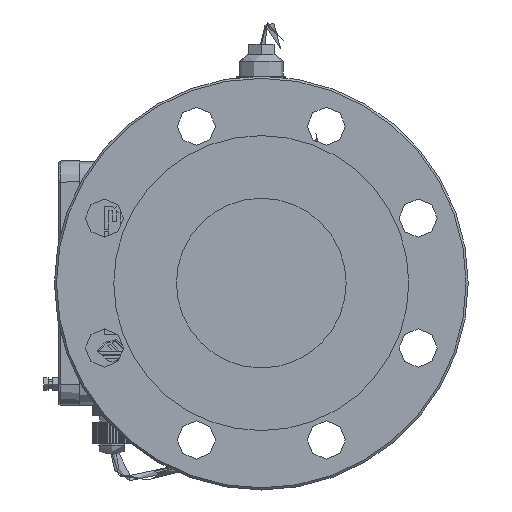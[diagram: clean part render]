
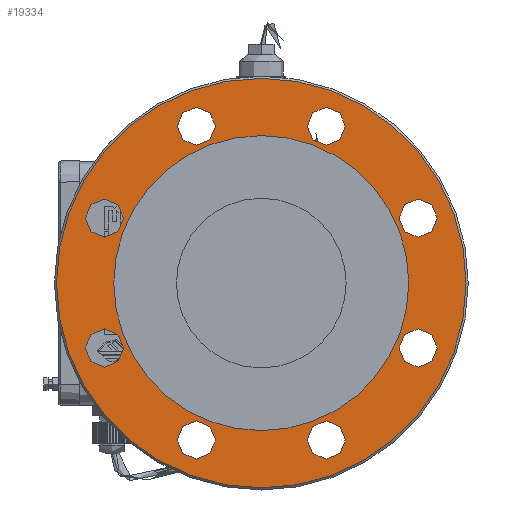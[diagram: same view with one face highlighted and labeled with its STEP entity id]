
A CAD part, left-side view. The second image highlights one B-rep face of the part: STEP entity #19334.
In plain terms, the highlighted planar face has unit normal (-1, 0, 0).
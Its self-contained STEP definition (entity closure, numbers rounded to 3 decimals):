
#500=FACE_BOUND('',#1850,.T.);
#501=FACE_BOUND('',#1851,.T.);
#502=FACE_BOUND('',#1852,.T.);
#503=FACE_BOUND('',#1853,.T.);
#504=FACE_BOUND('',#1854,.T.);
#505=FACE_BOUND('',#1855,.T.);
#506=FACE_BOUND('',#1856,.T.);
#507=FACE_BOUND('',#1857,.T.);
#508=FACE_BOUND('',#1858,.T.);
#754=FACE_OUTER_BOUND('',#1849,.T.);
#1849=EDGE_LOOP('',(#12848));
#1850=EDGE_LOOP('',(#12849));
#1851=EDGE_LOOP('',(#12850));
#1852=EDGE_LOOP('',(#12851));
#1853=EDGE_LOOP('',(#12852));
#1854=EDGE_LOOP('',(#12853));
#1855=EDGE_LOOP('',(#12854));
#1856=EDGE_LOOP('',(#12855));
#1857=EDGE_LOOP('',(#12856));
#1858=EDGE_LOOP('',(#12857));
#7043=CIRCLE('',#20479,9.);
#7044=CIRCLE('',#20481,9.);
#7045=CIRCLE('',#20483,9.);
#7046=CIRCLE('',#20485,9.);
#7047=CIRCLE('',#20487,9.);
#7048=CIRCLE('',#20489,9.);
#7049=CIRCLE('',#20491,9.);
#7050=CIRCLE('',#20493,9.);
#7056=CIRCLE('',#20509,96.5);
#7057=CIRCLE('',#20510,69.5);
#7734=VERTEX_POINT('',#28221);
#7735=VERTEX_POINT('',#28224);
#7736=VERTEX_POINT('',#28227);
#7737=VERTEX_POINT('',#28230);
#7738=VERTEX_POINT('',#28233);
#7739=VERTEX_POINT('',#28236);
#7740=VERTEX_POINT('',#28239);
#7741=VERTEX_POINT('',#28242);
#7751=VERTEX_POINT('',#28280);
#7752=VERTEX_POINT('',#28282);
#9680=EDGE_CURVE('',#7734,#7734,#7043,.F.);
#9681=EDGE_CURVE('',#7735,#7735,#7044,.F.);
#9682=EDGE_CURVE('',#7736,#7736,#7045,.F.);
#9683=EDGE_CURVE('',#7737,#7737,#7046,.F.);
#9684=EDGE_CURVE('',#7738,#7738,#7047,.F.);
#9685=EDGE_CURVE('',#7739,#7739,#7048,.F.);
#9686=EDGE_CURVE('',#7740,#7740,#7049,.F.);
#9687=EDGE_CURVE('',#7741,#7741,#7050,.F.);
#9705=EDGE_CURVE('',#7751,#7751,#7056,.T.);
#9706=EDGE_CURVE('',#7752,#7752,#7057,.T.);
#12848=ORIENTED_EDGE('',*,*,#9705,.F.);
#12849=ORIENTED_EDGE('',*,*,#9680,.T.);
#12850=ORIENTED_EDGE('',*,*,#9681,.T.);
#12851=ORIENTED_EDGE('',*,*,#9682,.T.);
#12852=ORIENTED_EDGE('',*,*,#9683,.T.);
#12853=ORIENTED_EDGE('',*,*,#9706,.T.);
#12854=ORIENTED_EDGE('',*,*,#9684,.T.);
#12855=ORIENTED_EDGE('',*,*,#9685,.T.);
#12856=ORIENTED_EDGE('',*,*,#9686,.T.);
#12857=ORIENTED_EDGE('',*,*,#9687,.T.);
#17461=PLANE('',#20508);
#19334=ADVANCED_FACE('',(#754,#500,#501,#502,#503,#504,#505,#506,#507,#508),
#17461,.T.);
#20479=AXIS2_PLACEMENT_3D('',#28222,#22564,#22565);
#20481=AXIS2_PLACEMENT_3D('',#28225,#22568,#22569);
#20483=AXIS2_PLACEMENT_3D('',#28228,#22572,#22573);
#20485=AXIS2_PLACEMENT_3D('',#28231,#22576,#22577);
#20487=AXIS2_PLACEMENT_3D('',#28234,#22580,#22581);
#20489=AXIS2_PLACEMENT_3D('',#28237,#22584,#22585);
#20491=AXIS2_PLACEMENT_3D('',#28240,#22588,#22589);
#20493=AXIS2_PLACEMENT_3D('',#28243,#22592,#22593);
#20508=AXIS2_PLACEMENT_3D('',#28279,#22634,#22635);
#20509=AXIS2_PLACEMENT_3D('',#28281,#22636,#22637);
#20510=AXIS2_PLACEMENT_3D('',#28283,#22638,#22639);
#22564=DIRECTION('center_axis',(-1.,0.,0.));
#22565=DIRECTION('ref_axis',(0.,0.707,-0.707));
#22568=DIRECTION('center_axis',(-1.,0.,0.));
#22569=DIRECTION('ref_axis',(0.,-0.707,-0.707));
#22572=DIRECTION('center_axis',(-1.,0.,0.));
#22573=DIRECTION('ref_axis',(0.,-0.707,0.707));
#22576=DIRECTION('center_axis',(-1.,0.,0.));
#22577=DIRECTION('ref_axis',(0.,0.,1.));
#22580=DIRECTION('center_axis',(-1.,0.,0.));
#22581=DIRECTION('ref_axis',(0.,0.707,0.707));
#22584=DIRECTION('center_axis',(-1.,0.,0.));
#22585=DIRECTION('ref_axis',(0.,-1.,0.));
#22588=DIRECTION('center_axis',(-1.,0.,0.));
#22589=DIRECTION('ref_axis',(0.,0.,-1.));
#22592=DIRECTION('center_axis',(-1.,0.,0.));
#22593=DIRECTION('ref_axis',(0.,1.,0.));
#22634=DIRECTION('center_axis',(-1.,0.,0.));
#22635=DIRECTION('ref_axis',(0.,1.,0.));
#22636=DIRECTION('center_axis',(1.,0.,0.));
#22637=DIRECTION('ref_axis',(0.,1.,0.));
#22638=DIRECTION('center_axis',(1.,0.,0.));
#22639=DIRECTION('ref_axis',(0.,1.,0.));
#28221=CARTESIAN_POINT('',(-172.,-67.546,-36.979));
#28222=CARTESIAN_POINT('Origin',(-172.,-73.91,-30.615));
#28224=CARTESIAN_POINT('',(-172.,-36.979,67.546));
#28225=CARTESIAN_POINT('Origin',(-172.,-30.615,73.91));
#28227=CARTESIAN_POINT('',(-172.,67.546,36.979));
#28228=CARTESIAN_POINT('Origin',(-172.,73.91,30.615));
#28230=CARTESIAN_POINT('',(-172.,73.91,-21.615));
#28231=CARTESIAN_POINT('Origin',(-172.,73.91,-30.615));
#28233=CARTESIAN_POINT('',(-172.,36.979,-67.546));
#28234=CARTESIAN_POINT('Origin',(-172.,30.615,-73.91));
#28236=CARTESIAN_POINT('',(-172.,21.615,73.91));
#28237=CARTESIAN_POINT('Origin',(-172.,30.615,73.91));
#28239=CARTESIAN_POINT('',(-172.,-73.91,21.615));
#28240=CARTESIAN_POINT('Origin',(-172.,-73.91,30.615));
#28242=CARTESIAN_POINT('',(-172.,-21.615,-73.91));
#28243=CARTESIAN_POINT('Origin',(-172.,-30.615,-73.91));
#28279=CARTESIAN_POINT('Origin',(-172.,0.,0.));
#28280=CARTESIAN_POINT('',(-172.,96.5,0.));
#28281=CARTESIAN_POINT('Origin',(-172.,0.,0.));
#28282=CARTESIAN_POINT('',(-172.,69.5,0.));
#28283=CARTESIAN_POINT('Origin',(-172.,0.,0.));
